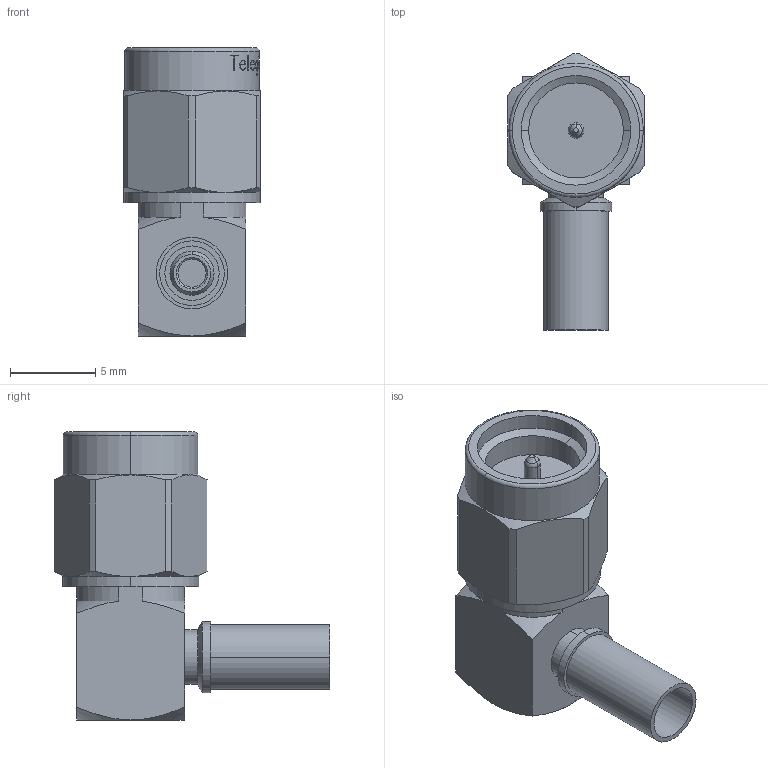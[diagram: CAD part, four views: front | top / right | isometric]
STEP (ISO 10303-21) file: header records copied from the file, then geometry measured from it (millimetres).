
FILE_DESCRIPTION (( 'STEP AP214' ), '1' );
FILE_NAME ('J01150A0069.STEP', '2018-07-05T14:14:21', ( '' ), ( '' ), 'SwSTEP 2.0', 'SolidWorks 2017', '' );
FILE_SCHEMA (( 'AUTOMOTIVE_DESIGN' ));
Length unit declared in the file: millimetre
Products named in the file (1): J01150A0069
Bounding box: 8 x 16.22 x 16.95 mm (x, y, z)
Volume: 791.4 mm3; surface area: 765 mm2
Topology: 1 solids, 1 shells, 440 faces, 1205 edges, 792 vertices
Faces by surface type: bspline 253, plane 101, cylinder 54, cone 28, torus 4
Entity records: 20229 total; most frequent: CARTESIAN_POINT 6560, ORIENTED_EDGE 2410, EDGE_CURVE 1205, DIRECTION 880, B_SPLINE_CURVE_WITH_KNOTS 871, VERTEX_POINT 792, EDGE_LOOP 465, UNCERTAINTY_MEASURE_WITH_UNIT 440
